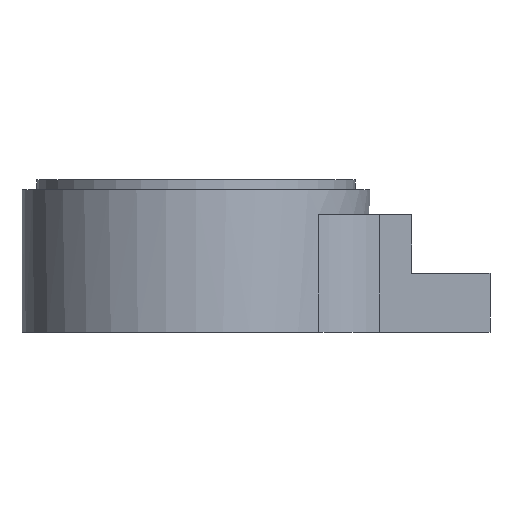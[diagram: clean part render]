
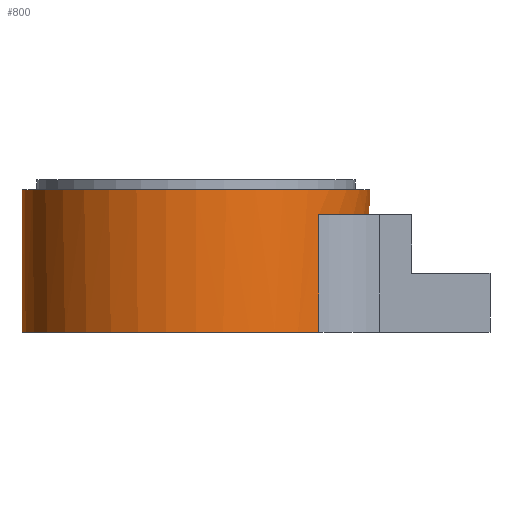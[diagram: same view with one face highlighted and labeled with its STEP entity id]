
A CAD part, left-side view. The second image highlights one B-rep face of the part: STEP entity #800.
In plain terms, the highlighted cylindrical face has radius 35.5 mm (diameter 71 mm), a full revolution.
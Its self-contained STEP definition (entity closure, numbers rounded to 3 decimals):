
#69=FACE_OUTER_BOUND('',#114,.T.);
#114=EDGE_LOOP('',(#594,#595,#596,#597,#598,#599,#600,#601));
#191=CIRCLE('',#875,35.5);
#192=CIRCLE('',#876,35.5);
#193=CIRCLE('',#877,35.5);
#194=CIRCLE('',#878,35.5);
#241=LINE('',#1303,#308);
#243=LINE('',#1311,#310);
#244=LINE('',#1315,#311);
#308=VECTOR('',#1007,10.);
#310=VECTOR('',#1015,10.);
#311=VECTOR('',#1018,35.5);
#386=VERTEX_POINT('',#1300);
#387=VERTEX_POINT('',#1302);
#389=VERTEX_POINT('',#1308);
#390=VERTEX_POINT('',#1310);
#391=VERTEX_POINT('',#1312);
#392=VERTEX_POINT('',#1314);
#468=EDGE_CURVE('',#386,#387,#241,.T.);
#471=EDGE_CURVE('',#386,#389,#191,.T.);
#472=EDGE_CURVE('',#390,#389,#243,.T.);
#473=EDGE_CURVE('',#391,#390,#192,.T.);
#474=EDGE_CURVE('',#391,#392,#244,.T.);
#475=EDGE_CURVE('',#392,#392,#193,.T.);
#476=EDGE_CURVE('',#387,#391,#194,.T.);
#594=ORIENTED_EDGE('',*,*,#468,.F.);
#595=ORIENTED_EDGE('',*,*,#471,.T.);
#596=ORIENTED_EDGE('',*,*,#472,.F.);
#597=ORIENTED_EDGE('',*,*,#473,.F.);
#598=ORIENTED_EDGE('',*,*,#474,.T.);
#599=ORIENTED_EDGE('',*,*,#475,.F.);
#600=ORIENTED_EDGE('',*,*,#474,.F.);
#601=ORIENTED_EDGE('',*,*,#476,.F.);
#779=CYLINDRICAL_SURFACE('',#874,35.5);
#800=ADVANCED_FACE('',(#69),#779,.T.);
#874=AXIS2_PLACEMENT_3D('',#1307,#1011,#1012);
#875=AXIS2_PLACEMENT_3D('',#1309,#1013,#1014);
#876=AXIS2_PLACEMENT_3D('',#1313,#1016,#1017);
#877=AXIS2_PLACEMENT_3D('',#1316,#1019,#1020);
#878=AXIS2_PLACEMENT_3D('',#1317,#1021,#1022);
#1007=DIRECTION('',(0.,0.,-1.));
#1011=DIRECTION('center_axis',(0.,0.,-1.));
#1012=DIRECTION('ref_axis',(1.,0.,0.));
#1013=DIRECTION('center_axis',(0.,0.,1.));
#1014=DIRECTION('ref_axis',(1.,0.,0.));
#1015=DIRECTION('',(0.,0.,1.));
#1016=DIRECTION('center_axis',(0.,0.,-1.));
#1017=DIRECTION('ref_axis',(1.,0.,0.));
#1018=DIRECTION('',(0.,0.,1.));
#1019=DIRECTION('center_axis',(0.,0.,1.));
#1020=DIRECTION('ref_axis',(1.,0.,0.));
#1021=DIRECTION('center_axis',(0.,0.,-1.));
#1022=DIRECTION('ref_axis',(1.,0.,0.));
#1300=CARTESIAN_POINT('',(-25.118,-25.087,17.));
#1302=CARTESIAN_POINT('',(-25.118,-25.087,-7.));
#1303=CARTESIAN_POINT('',(-25.118,-25.087,0.));
#1307=CARTESIAN_POINT('Origin',(0.,0.,0.));
#1308=CARTESIAN_POINT('',(25.118,-25.087,17.));
#1309=CARTESIAN_POINT('Origin',(0.,0.,17.));
#1310=CARTESIAN_POINT('',(25.118,-25.087,-7.));
#1311=CARTESIAN_POINT('',(25.118,-25.087,0.));
#1312=CARTESIAN_POINT('',(-35.5,0.,-7.));
#1313=CARTESIAN_POINT('Origin',(0.,0.,-7.));
#1314=CARTESIAN_POINT('',(-35.5,0.,22.1));
#1315=CARTESIAN_POINT('',(-35.5,0.,0.));
#1316=CARTESIAN_POINT('Origin',(0.,0.,22.1));
#1317=CARTESIAN_POINT('Origin',(0.,0.,-7.));
